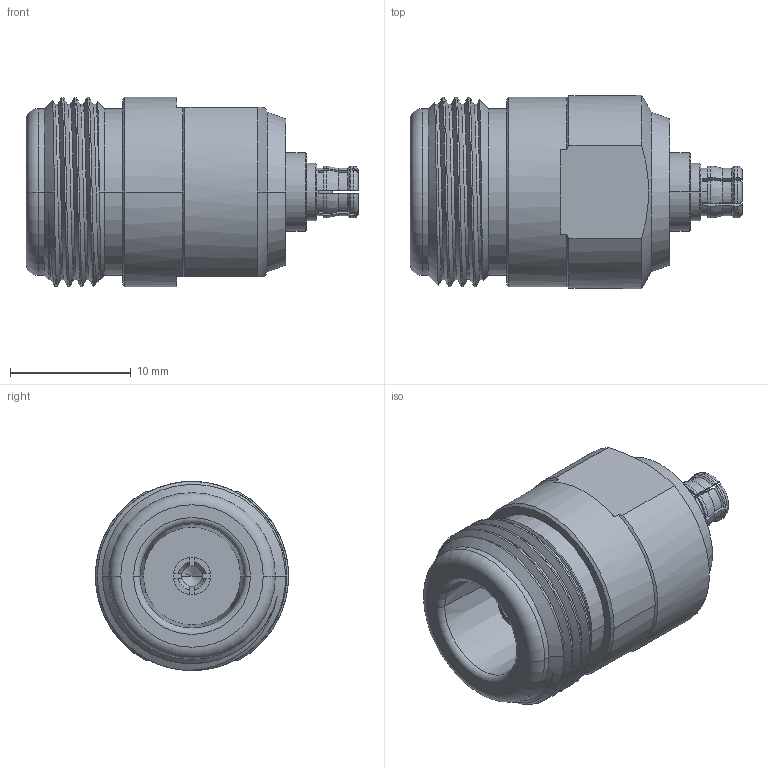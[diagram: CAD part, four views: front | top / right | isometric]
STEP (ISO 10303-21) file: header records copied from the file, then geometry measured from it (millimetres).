
FILE_DESCRIPTION((''),'2;1');
FILE_NAME('AD-NJ-PSMPJ-1_SW0001','2018-07-19T',('Clement'),(''),'CREO PARAMETRIC BY PTC INC, 2017020','CREO PARAMETRIC BY PTC INC, 2017020','');
FILE_SCHEMA(('CONFIG_CONTROL_DESIGN'));
Length unit declared in the file: inch
Products named in the file (1): AD-NJ-PSMPJ-1_SW0001
Bounding box: 27.5 x 16 x 15.67 mm (x, y, z)
Volume: 3363.1 mm3; surface area: 1976 mm2
Topology: 1 solids, 1 shells, 199 faces, 546 edges, 352 vertices
Faces by surface type: plane 73, cylinder 58, cone 40, torus 16, bspline 12
Entity records: 8507 total; most frequent: CARTESIAN_POINT 3494, ORIENTED_EDGE 1084, DIRECTION 1016, EDGE_CURVE 542, AXIS2_PLACEMENT_3D 391, VERTEX_POINT 352, VECTOR 234, LINE 234
